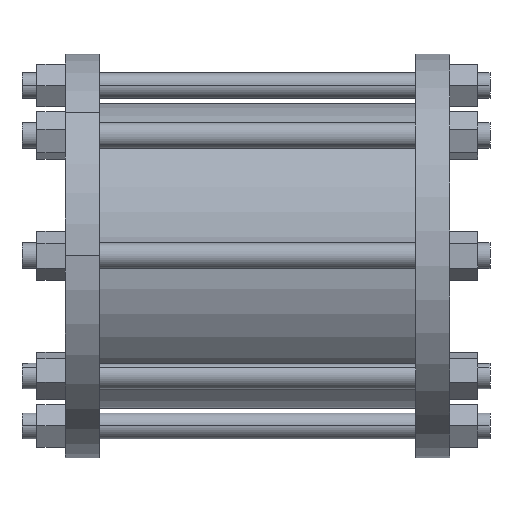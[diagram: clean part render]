
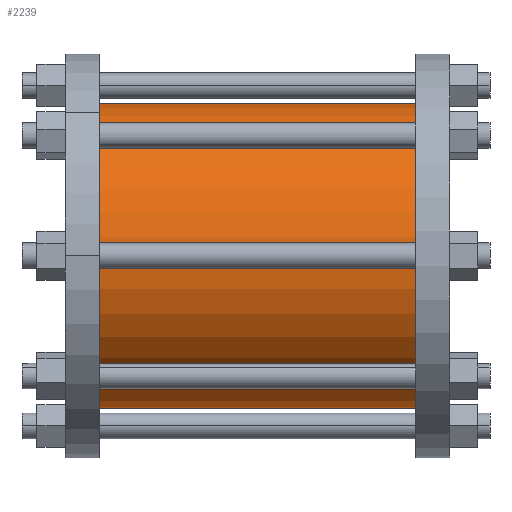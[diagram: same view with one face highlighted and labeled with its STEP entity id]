
A CAD part, front view. The second image highlights one B-rep face of the part: STEP entity #2239.
In plain terms, the highlighted cylindrical face has radius 107.5 mm (diameter 215 mm), a partial arc.
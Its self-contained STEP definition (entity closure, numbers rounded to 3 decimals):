
#1804=CARTESIAN_POINT('Vertex',(0.,107.5,0.)) ;
#1806=CARTESIAN_POINT('Vertex',(0.,76.014,76.014)) ;
#1809=CARTESIAN_POINT('Axis2P3D Location',(0.,0.,0.)) ;
#2197=CARTESIAN_POINT('Axis2P3D Location',(111.5,0.,0.)) ;
#2206=CARTESIAN_POINT('Vertex',(223.,107.5,0.)) ;
#2208=CARTESIAN_POINT('Vertex',(223.,76.014,76.014)) ;
#2211=CARTESIAN_POINT('Line Origine',(111.5,107.5,0.)) ;
#2216=CARTESIAN_POINT('Line Origine',(111.5,76.014,76.014)) ;
#2228=CARTESIAN_POINT('Axis2P3D Location',(223.,0.,0.)) ;
#1810=DIRECTION('Axis2P3D Direction',(1.,0.,0.)) ;
#2198=DIRECTION('Axis2P3D Direction',(1.,0.,0.)) ;
#2199=DIRECTION('Axis2P3D XDirection',(0.,1.,0.)) ;
#2212=DIRECTION('Vector Direction',(1.,0.,0.)) ;
#2217=DIRECTION('Vector Direction',(1.,0.,0.)) ;
#2229=DIRECTION('Axis2P3D Direction',(1.,0.,0.)) ;
#1811=AXIS2_PLACEMENT_3D('Circle Axis2P3D',#1809,#1810,$) ;
#2200=AXIS2_PLACEMENT_3D('Cylinder Axis2P3D',#2197,#2198,#2199) ;
#2230=AXIS2_PLACEMENT_3D('Circle Axis2P3D',#2228,#2229,$) ;
#2234=ORIENTED_EDGE('',*,*,#1813,.T.) ;
#2235=ORIENTED_EDGE('',*,*,#2215,.T.) ;
#2236=ORIENTED_EDGE('',*,*,#2232,.F.) ;
#2237=ORIENTED_EDGE('',*,*,#2220,.F.) ;
#2213=VECTOR('Line Direction',#2212,1.) ;
#2218=VECTOR('Line Direction',#2217,1.) ;
#2239=ADVANCED_FACE('PartBody',(#2238),#2201,.T.) ;
#1812=CIRCLE('generated circle',#1811,107.5) ;
#2231=CIRCLE('generated circle',#2230,107.5) ;
#2201=CYLINDRICAL_SURFACE('generated cylinder',#2200,107.5) ;
#1813=EDGE_CURVE('',#1807,#1805,#1812,.T.) ;
#2215=EDGE_CURVE('',#1805,#2207,#2214,.T.) ;
#2220=EDGE_CURVE('',#1807,#2209,#2219,.T.) ;
#2232=EDGE_CURVE('',#2209,#2207,#2231,.T.) ;
#2233=EDGE_LOOP('',(#2234,#2235,#2236,#2237)) ;
#2238=FACE_OUTER_BOUND('',#2233,.T.) ;
#2214=LINE('Line',#2211,#2213) ;
#2219=LINE('Line',#2216,#2218) ;
#1805=VERTEX_POINT('',#1804) ;
#1807=VERTEX_POINT('',#1806) ;
#2207=VERTEX_POINT('',#2206) ;
#2209=VERTEX_POINT('',#2208) ;
